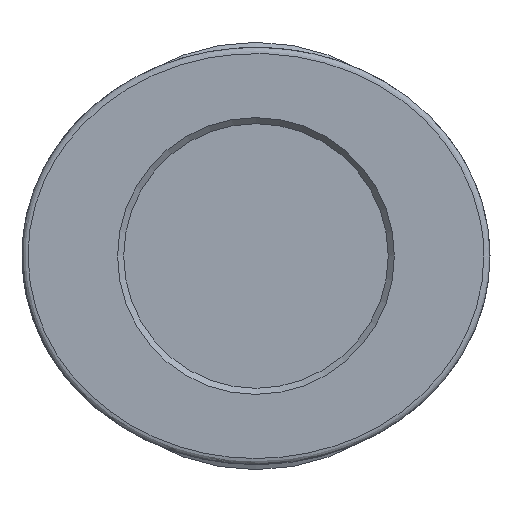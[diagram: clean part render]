
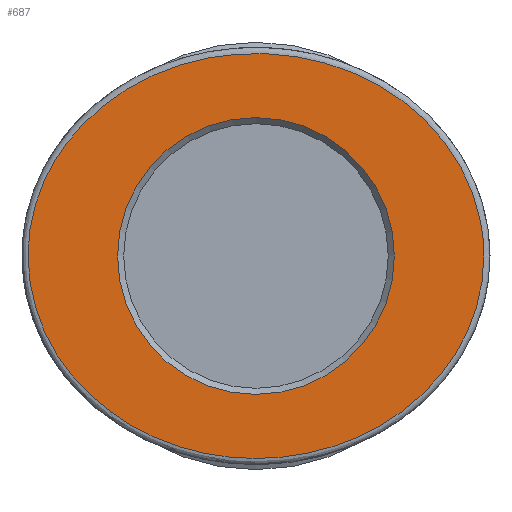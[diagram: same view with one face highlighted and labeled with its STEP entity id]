
A CAD part, left-side view. The second image highlights one B-rep face of the part: STEP entity #687.
In plain terms, the highlighted face is planar.
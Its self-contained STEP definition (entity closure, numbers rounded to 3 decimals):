
#645=CARTESIAN_POINT('',(6.8,5.,0.));
#646=VERTEX_POINT('',#645);
#647=CARTESIAN_POINT('',(0.,5.0,0.0));
#648=DIRECTION('',(0.0,1.0,0.0));
#649=DIRECTION('',(-1.0,0.0,0.0));
#650=AXIS2_PLACEMENT_3D('',#647,#648,#649);
#651=CIRCLE('',#650,6.8);
#652=EDGE_CURVE('',#646,#646,#651,.T.);
#657=CARTESIAN_POINT('',(0.,5.0,0.));
#658=DIRECTION('',(0.0,-1.0,0.0));
#659=DIRECTION('',(0.0,0.0,-1.0));
#660=AXIS2_PLACEMENT_3D('',#657,#658,#659);
#661=PLANE('',#660);
#662=CARTESIAN_POINT('',(11.2,5.,0.));
#663=VERTEX_POINT('',#662);
#664=CARTESIAN_POINT('',(11.201,5.,0.));
#665=CARTESIAN_POINT('',(11.201,5.,1.58));
#666=CARTESIAN_POINT('',(10.318,5.,4.741));
#667=CARTESIAN_POINT('',(5.775,5.,9.406));
#668=CARTESIAN_POINT('',(-0.931,5.,10.629));
#669=CARTESIAN_POINT('',(-6.906,5.,8.233));
#670=CARTESIAN_POINT('',(-10.712,5.,4.355));
#671=CARTESIAN_POINT('',(-11.642,5.,-0.596));
#672=CARTESIAN_POINT('',(-9.736,5.,-5.64));
#673=CARTESIAN_POINT('',(-6.433,5.,-8.538));
#674=CARTESIAN_POINT('',(-0.366,5.,-10.522));
#675=CARTESIAN_POINT('',(5.772,5.,-9.409));
#676=CARTESIAN_POINT('',(10.319,5.,-4.74));
#677=CARTESIAN_POINT('',(11.201,5.,-1.58));
#678=CARTESIAN_POINT('',(11.201,5.,0.));
#679=B_SPLINE_CURVE_WITH_KNOTS('',3,(#664,#665,#666,#667,#668,#669,#670,#671,#672,#673,#674,#675,#676,#677,#678),.UNSPECIFIED.,.T.,.U.,(4,1,1,1,1,1,1,1,1,1,1,1,4),(-3.142,-2.693,-2.244,-1.346,-0.898,-0.449,0.15,0.449,1.047,1.346,2.244,2.693,3.142),.UNSPECIFIED.);
#680=EDGE_CURVE('',#663,#663,#679,.T.);
#681=ORIENTED_EDGE('',*,*,#680,.F.);
#682=EDGE_LOOP('',(#681));
#683=FACE_OUTER_BOUND('',#682,.T.);
#684=ORIENTED_EDGE('',*,*,#652,.F.);
#685=EDGE_LOOP('',(#684));
#686=FACE_BOUND('',#685,.T.);
#687=ADVANCED_FACE('',(#683,#686),#661,.F.);
